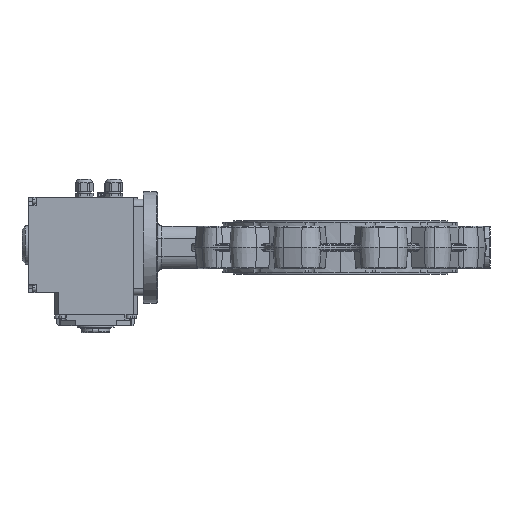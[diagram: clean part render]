
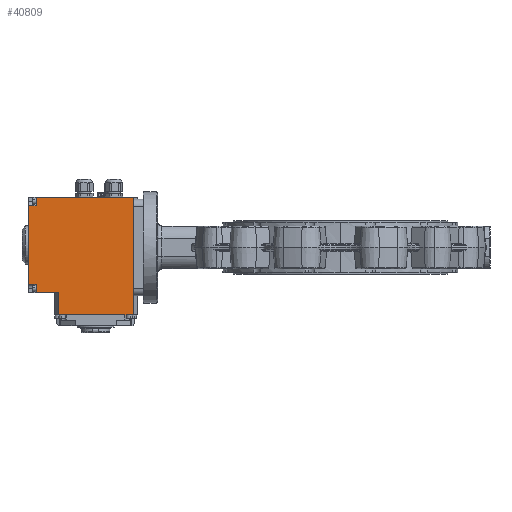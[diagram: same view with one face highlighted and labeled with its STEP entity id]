
A CAD part, left-side view. The second image highlights one B-rep face of the part: STEP entity #40809.
In plain terms, the highlighted planar face has unit normal (-1, 0, 0).
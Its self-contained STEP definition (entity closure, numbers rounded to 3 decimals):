
#921 = CARTESIAN_POINT ( 'NONE',  ( -116., 411., 56.5 ) ) ;
#1810 = LINE ( 'NONE', #34697, #26739 ) ;
#2589 = DIRECTION ( 'NONE',  ( 0., 0., -1. ) ) ;
#3738 = DIRECTION ( 'NONE',  ( 0., 0., 1. ) ) ;
#3788 = LINE ( 'NONE', #8675, #46474 ) ;
#4243 = EDGE_CURVE ( 'NONE', #42590, #24711, #41088, .T. ) ;
#4306 = CARTESIAN_POINT ( 'NONE',  ( -116., 421., 56.5 ) ) ;
#4503 = CARTESIAN_POINT ( 'NONE',  ( -116., 421., -49.5 ) ) ;
#7128 = ORIENTED_EDGE ( 'NONE', *, *, #27332, .F. ) ;
#8134 = CARTESIAN_POINT ( 'NONE',  ( -116., 411., 68. ) ) ;
#8675 = CARTESIAN_POINT ( 'NONE',  ( -116., 421., -61. ) ) ;
#9636 = VECTOR ( 'NONE', #40045, 1000. ) ;
#10664 = ORIENTED_EDGE ( 'NONE', *, *, #15424, .T. ) ;
#12857 = AXIS2_PLACEMENT_3D ( 'NONE', #27087, #15164, #23589 ) ;
#13957 = VECTOR ( 'NONE', #3738, 1000. ) ;
#14746 = VERTEX_POINT ( 'NONE', #42927 ) ;
#14934 = CARTESIAN_POINT ( 'NONE',  ( -116., 381., -91. ) ) ;
#15055 = EDGE_CURVE ( 'NONE', #49622, #29748, #38631, .T. ) ;
#15164 = DIRECTION ( 'NONE',  ( 1., 0., 0. ) ) ;
#15424 = EDGE_CURVE ( 'NONE', #45124, #49622, #3788, .T. ) ;
#15877 = ORIENTED_EDGE ( 'NONE', *, *, #4243, .T. ) ;
#16695 = EDGE_LOOP ( 'NONE', ( #10664, #33228, #18290, #7128, #36640, #34687, #38858, #53051, #15877, #44979 ) ) ;
#16736 = DIRECTION ( 'NONE',  ( 0., -1., 0. ) ) ;
#18290 = ORIENTED_EDGE ( 'NONE', *, *, #31183, .F. ) ;
#19041 = VERTEX_POINT ( 'NONE', #921 ) ;
#19839 = LINE ( 'NONE', #32835, #30344 ) ;
#19852 = CARTESIAN_POINT ( 'NONE',  ( -116., 280., -76. ) ) ;
#20027 = CARTESIAN_POINT ( 'NONE',  ( -116., 421., 68. ) ) ;
#20591 = VERTEX_POINT ( 'NONE', #46090 ) ;
#21265 = VECTOR ( 'NONE', #52040, 1000. ) ;
#22633 = EDGE_CURVE ( 'NONE', #19041, #14746, #33637, .T. ) ;
#23589 = DIRECTION ( 'NONE',  ( 0., 1., 0. ) ) ;
#23734 = DIRECTION ( 'NONE',  ( 0., 0., 1. ) ) ;
#24382 = DIRECTION ( 'NONE',  ( 0., -1., 0. ) ) ;
#24711 = VERTEX_POINT ( 'NONE', #29940 ) ;
#26324 = EDGE_CURVE ( 'NONE', #24711, #45124, #1810, .T. ) ;
#26739 = VECTOR ( 'NONE', #42546, 1000. ) ;
#27087 = CARTESIAN_POINT ( 'NONE',  ( -116., 421., 68. ) ) ;
#27332 = EDGE_CURVE ( 'NONE', #39802, #20591, #41032, .T. ) ;
#27409 = CARTESIAN_POINT ( 'NONE',  ( -116., 421., 56.5 ) ) ;
#27819 = CARTESIAN_POINT ( 'NONE',  ( -116., 381., -61. ) ) ;
#29198 = CARTESIAN_POINT ( 'NONE',  ( -116., 421., -49.5 ) ) ;
#29433 = CARTESIAN_POINT ( 'NONE',  ( -116., 280., 68. ) ) ;
#29748 = VERTEX_POINT ( 'NONE', #14934 ) ;
#29912 = VECTOR ( 'NONE', #36748, 1000. ) ;
#29940 = CARTESIAN_POINT ( 'NONE',  ( -116., 411., -49.5 ) ) ;
#29962 = VECTOR ( 'NONE', #16736, 1000. ) ;
#30344 = VECTOR ( 'NONE', #24382, 1000. ) ;
#30982 = CARTESIAN_POINT ( 'NONE',  ( -116., 411., -61. ) ) ;
#31183 = EDGE_CURVE ( 'NONE', #20591, #29748, #51504, .T. ) ;
#32835 = CARTESIAN_POINT ( 'NONE',  ( -116., 421., 68. ) ) ;
#33228 = ORIENTED_EDGE ( 'NONE', *, *, #15055, .T. ) ;
#33637 = LINE ( 'NONE', #8134, #13957 ) ;
#34687 = ORIENTED_EDGE ( 'NONE', *, *, #22633, .F. ) ;
#34697 = CARTESIAN_POINT ( 'NONE',  ( -116., 411., 68. ) ) ;
#36059 = PLANE ( 'NONE',  #12857 ) ;
#36511 = CARTESIAN_POINT ( 'NONE',  ( -116., 381., -76. ) ) ;
#36640 = ORIENTED_EDGE ( 'NONE', *, *, #53737, .F. ) ;
#36748 = DIRECTION ( 'NONE',  ( 0., 0., -1. ) ) ;
#37940 = VECTOR ( 'NONE', #2589, 1000. ) ;
#38631 = LINE ( 'NONE', #36511, #37940 ) ;
#38858 = ORIENTED_EDGE ( 'NONE', *, *, #49939, .T. ) ;
#39802 = VERTEX_POINT ( 'NONE', #29433 ) ;
#40045 = DIRECTION ( 'NONE',  ( 0., 1., 0. ) ) ;
#40809 = ADVANCED_FACE ( 'NONE', ( #44954 ), #36059, .F. ) ;
#41032 = LINE ( 'NONE', #19852, #29912 ) ;
#41088 = LINE ( 'NONE', #29198, #29962 ) ;
#42546 = DIRECTION ( 'NONE',  ( 0., 0., -1. ) ) ;
#42590 = VERTEX_POINT ( 'NONE', #4503 ) ;
#42927 = CARTESIAN_POINT ( 'NONE',  ( -116., 411., 68. ) ) ;
#44954 = FACE_OUTER_BOUND ( 'NONE', #16695, .T. ) ;
#44979 = ORIENTED_EDGE ( 'NONE', *, *, #26324, .T. ) ;
#45124 = VERTEX_POINT ( 'NONE', #30982 ) ;
#46090 = CARTESIAN_POINT ( 'NONE',  ( -116., 280., -91. ) ) ;
#46474 = VECTOR ( 'NONE', #50884, 1000. ) ;
#46499 = VECTOR ( 'NONE', #23734, 1000. ) ;
#47373 = VERTEX_POINT ( 'NONE', #4306 ) ;
#47447 = CARTESIAN_POINT ( 'NONE',  ( -116., 386.5, -91. ) ) ;
#48400 = LINE ( 'NONE', #27409, #9636 ) ;
#48740 = EDGE_CURVE ( 'NONE', #42590, #47373, #49187, .T. ) ;
#49187 = LINE ( 'NONE', #20027, #46499 ) ;
#49622 = VERTEX_POINT ( 'NONE', #27819 ) ;
#49939 = EDGE_CURVE ( 'NONE', #19041, #47373, #48400, .T. ) ;
#50884 = DIRECTION ( 'NONE',  ( 0., -1., 0. ) ) ;
#51504 = LINE ( 'NONE', #47447, #21265 ) ;
#52040 = DIRECTION ( 'NONE',  ( 0., 1., 0. ) ) ;
#53051 = ORIENTED_EDGE ( 'NONE', *, *, #48740, .F. ) ;
#53737 = EDGE_CURVE ( 'NONE', #14746, #39802, #19839, .T. ) ;
